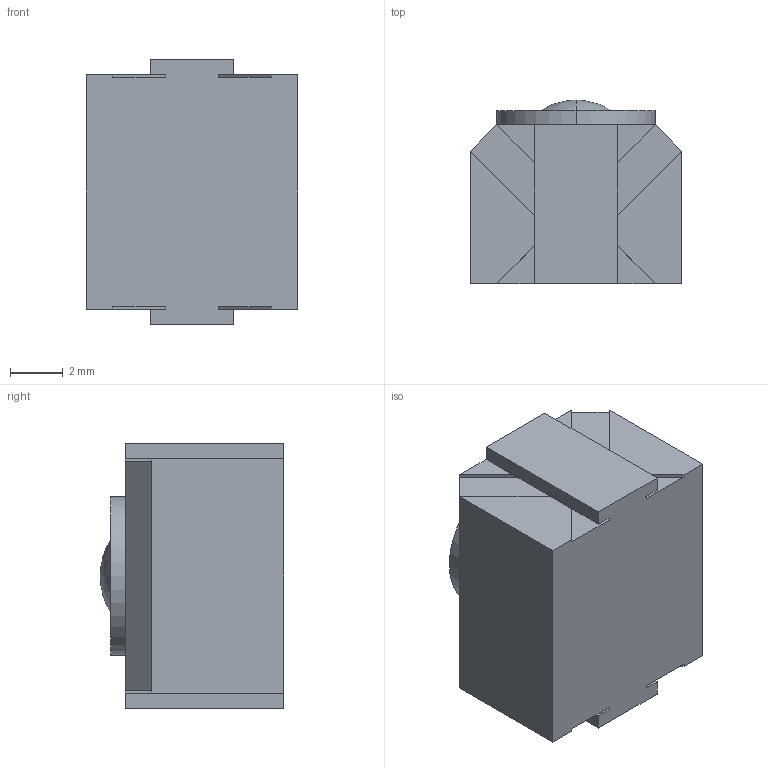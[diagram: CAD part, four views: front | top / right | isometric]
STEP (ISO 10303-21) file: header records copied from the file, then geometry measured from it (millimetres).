
FILE_DESCRIPTION(('produced by SPATIAL CORP'),'2;1');
FILE_NAME( 'laser_step.prt.hh.sat.stp','2002-04-19T14:07:16+00:00',('SPATIAL CORP'),('SPATIAL CORP'), 'ACIS STEP Husk','http://www.spatial.com','SPATIAL CORP');
FILE_SCHEMA(('CONFIG_CONTROL_DESIGN'));
Length unit declared in the file: millimetre
Products named in the file (1): PRODUCT_ID_1
Bounding box: 8 x 6.94 x 10 mm (x, y, z)
Volume: 424.3 mm3; surface area: 499.9 mm2
Topology: 1 solids, 1 shells, 59 faces, 176 edges, 109 vertices
Faces by surface type: plane 53, cylinder 4, sphere 2
Entity records: 1973 total; most frequent: ORIENTED_EDGE 352, CARTESIAN_POINT 332, DIRECTION 284, EDGE_CURVE 176, VECTOR 162, LINE 162, VERTEX_POINT 109, AXIS2_PLACEMENT_3D 61
